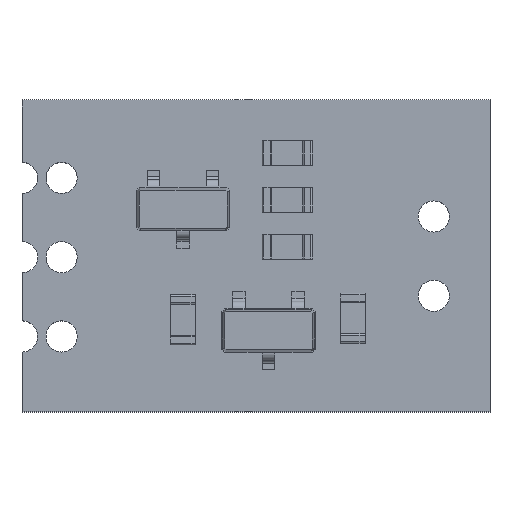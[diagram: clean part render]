
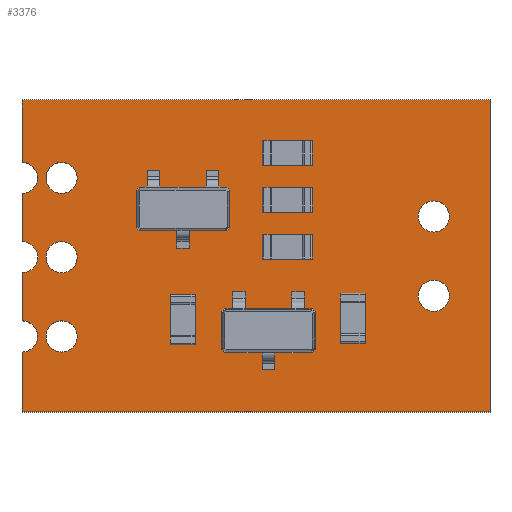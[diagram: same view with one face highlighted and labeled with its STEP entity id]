
A CAD part, top view. The second image highlights one B-rep face of the part: STEP entity #3376.
In plain terms, the highlighted planar face has unit normal (0, 0, 1).
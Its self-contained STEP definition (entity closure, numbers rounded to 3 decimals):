
#3158 = VERTEX_POINT('',#3159);
#3159 = CARTESIAN_POINT('',(7.5,-5.,1.6));
#3165 = EDGE_CURVE('',#3158,#3166,#3168,.T.);
#3166 = VERTEX_POINT('',#3167);
#3167 = CARTESIAN_POINT('',(-7.5,-5.,1.6));
#3168 = LINE('',#3169,#3170);
#3169 = CARTESIAN_POINT('',(7.5,-5.,1.6));
#3170 = VECTOR('',#3171,1.);
#3171 = DIRECTION('',(-1.,0.,0.));
#3198 = VERTEX_POINT('',#3199);
#3199 = CARTESIAN_POINT('',(7.5,5.,1.6));
#3205 = EDGE_CURVE('',#3198,#3158,#3206,.T.);
#3206 = LINE('',#3207,#3208);
#3207 = CARTESIAN_POINT('',(7.5,5.,1.6));
#3208 = VECTOR('',#3209,1.);
#3209 = DIRECTION('',(0.,-1.,0.));
#3235 = EDGE_CURVE('',#3166,#3236,#3238,.T.);
#3236 = VERTEX_POINT('',#3237);
#3237 = CARTESIAN_POINT('',(-7.5,-3.08,1.6));
#3238 = LINE('',#3239,#3240);
#3239 = CARTESIAN_POINT('',(-7.5,-5.,1.6));
#3240 = VECTOR('',#3241,1.);
#3241 = DIRECTION('',(0.,1.,0.));
#3376 = ADVANCED_FACE('',(#3377,#3439,#3450,#3461,#3472,#3483),#3494,.T.
  );
#3377 = FACE_BOUND('',#3378,.T.);
#3378 = EDGE_LOOP('',(#3379,#3380,#3381,#3389,#3397,#3406,#3414,#3423,
    #3431,#3438));
#3379 = ORIENTED_EDGE('',*,*,#3165,.F.);
#3380 = ORIENTED_EDGE('',*,*,#3205,.F.);
#3381 = ORIENTED_EDGE('',*,*,#3382,.F.);
#3382 = EDGE_CURVE('',#3383,#3198,#3385,.T.);
#3383 = VERTEX_POINT('',#3384);
#3384 = CARTESIAN_POINT('',(-7.5,5.,1.6));
#3385 = LINE('',#3386,#3387);
#3386 = CARTESIAN_POINT('',(-7.5,5.,1.6));
#3387 = VECTOR('',#3388,1.);
#3388 = DIRECTION('',(1.,0.,0.));
#3389 = ORIENTED_EDGE('',*,*,#3390,.F.);
#3390 = EDGE_CURVE('',#3391,#3383,#3393,.T.);
#3391 = VERTEX_POINT('',#3392);
#3392 = CARTESIAN_POINT('',(-7.5,3.,1.6));
#3393 = LINE('',#3394,#3395);
#3394 = CARTESIAN_POINT('',(-7.5,-5.,1.6));
#3395 = VECTOR('',#3396,1.);
#3396 = DIRECTION('',(0.,1.,0.));
#3397 = ORIENTED_EDGE('',*,*,#3398,.T.);
#3398 = EDGE_CURVE('',#3391,#3399,#3401,.T.);
#3399 = VERTEX_POINT('',#3400);
#3400 = CARTESIAN_POINT('',(-7.5,2.,1.6));
#3401 = CIRCLE('',#3402,0.5);
#3402 = AXIS2_PLACEMENT_3D('',#3403,#3404,#3405);
#3403 = CARTESIAN_POINT('',(-7.5,2.5,1.6));
#3404 = DIRECTION('',(-0.,0.,-1.));
#3405 = DIRECTION('',(-0.,-1.,0.));
#3406 = ORIENTED_EDGE('',*,*,#3407,.F.);
#3407 = EDGE_CURVE('',#3408,#3399,#3410,.T.);
#3408 = VERTEX_POINT('',#3409);
#3409 = CARTESIAN_POINT('',(-7.5,0.46,1.6));
#3410 = LINE('',#3411,#3412);
#3411 = CARTESIAN_POINT('',(-7.5,-5.,1.6));
#3412 = VECTOR('',#3413,1.);
#3413 = DIRECTION('',(0.,1.,0.));
#3414 = ORIENTED_EDGE('',*,*,#3415,.T.);
#3415 = EDGE_CURVE('',#3408,#3416,#3418,.T.);
#3416 = VERTEX_POINT('',#3417);
#3417 = CARTESIAN_POINT('',(-7.5,-0.54,1.6));
#3418 = CIRCLE('',#3419,0.5);
#3419 = AXIS2_PLACEMENT_3D('',#3420,#3421,#3422);
#3420 = CARTESIAN_POINT('',(-7.5,-0.04,1.6));
#3421 = DIRECTION('',(-0.,0.,-1.));
#3422 = DIRECTION('',(-0.,-1.,0.));
#3423 = ORIENTED_EDGE('',*,*,#3424,.F.);
#3424 = EDGE_CURVE('',#3425,#3416,#3427,.T.);
#3425 = VERTEX_POINT('',#3426);
#3426 = CARTESIAN_POINT('',(-7.5,-2.08,1.6));
#3427 = LINE('',#3428,#3429);
#3428 = CARTESIAN_POINT('',(-7.5,-5.,1.6));
#3429 = VECTOR('',#3430,1.);
#3430 = DIRECTION('',(0.,1.,0.));
#3431 = ORIENTED_EDGE('',*,*,#3432,.T.);
#3432 = EDGE_CURVE('',#3425,#3236,#3433,.T.);
#3433 = CIRCLE('',#3434,0.5);
#3434 = AXIS2_PLACEMENT_3D('',#3435,#3436,#3437);
#3435 = CARTESIAN_POINT('',(-7.5,-2.58,1.6));
#3436 = DIRECTION('',(-0.,0.,-1.));
#3437 = DIRECTION('',(-0.,-1.,0.));
#3438 = ORIENTED_EDGE('',*,*,#3235,.F.);
#3439 = FACE_BOUND('',#3440,.T.);
#3440 = EDGE_LOOP('',(#3441));
#3441 = ORIENTED_EDGE('',*,*,#3442,.T.);
#3442 = EDGE_CURVE('',#3443,#3443,#3445,.T.);
#3443 = VERTEX_POINT('',#3444);
#3444 = CARTESIAN_POINT('',(-6.23,-3.08,1.6));
#3445 = CIRCLE('',#3446,0.5);
#3446 = AXIS2_PLACEMENT_3D('',#3447,#3448,#3449);
#3447 = CARTESIAN_POINT('',(-6.23,-2.58,1.6));
#3448 = DIRECTION('',(-0.,0.,-1.));
#3449 = DIRECTION('',(-0.,-1.,0.));
#3450 = FACE_BOUND('',#3451,.T.);
#3451 = EDGE_LOOP('',(#3452));
#3452 = ORIENTED_EDGE('',*,*,#3453,.T.);
#3453 = EDGE_CURVE('',#3454,#3454,#3456,.T.);
#3454 = VERTEX_POINT('',#3455);
#3455 = CARTESIAN_POINT('',(5.702,-1.775,1.6));
#3456 = CIRCLE('',#3457,0.5);
#3457 = AXIS2_PLACEMENT_3D('',#3458,#3459,#3460);
#3458 = CARTESIAN_POINT('',(5.702,-1.275,1.6));
#3459 = DIRECTION('',(-0.,0.,-1.));
#3460 = DIRECTION('',(-0.,-1.,0.));
#3461 = FACE_BOUND('',#3462,.T.);
#3462 = EDGE_LOOP('',(#3463));
#3463 = ORIENTED_EDGE('',*,*,#3464,.T.);
#3464 = EDGE_CURVE('',#3465,#3465,#3467,.T.);
#3465 = VERTEX_POINT('',#3466);
#3466 = CARTESIAN_POINT('',(-6.23,-0.54,1.6));
#3467 = CIRCLE('',#3468,0.5);
#3468 = AXIS2_PLACEMENT_3D('',#3469,#3470,#3471);
#3469 = CARTESIAN_POINT('',(-6.23,-0.04,1.6));
#3470 = DIRECTION('',(-0.,0.,-1.));
#3471 = DIRECTION('',(-0.,-1.,0.));
#3472 = FACE_BOUND('',#3473,.T.);
#3473 = EDGE_LOOP('',(#3474));
#3474 = ORIENTED_EDGE('',*,*,#3475,.T.);
#3475 = EDGE_CURVE('',#3476,#3476,#3478,.T.);
#3476 = VERTEX_POINT('',#3477);
#3477 = CARTESIAN_POINT('',(-6.23,2.,1.6));
#3478 = CIRCLE('',#3479,0.5);
#3479 = AXIS2_PLACEMENT_3D('',#3480,#3481,#3482);
#3480 = CARTESIAN_POINT('',(-6.23,2.5,1.6));
#3481 = DIRECTION('',(-0.,0.,-1.));
#3482 = DIRECTION('',(-0.,-1.,0.));
#3483 = FACE_BOUND('',#3484,.T.);
#3484 = EDGE_LOOP('',(#3485));
#3485 = ORIENTED_EDGE('',*,*,#3486,.T.);
#3486 = EDGE_CURVE('',#3487,#3487,#3489,.T.);
#3487 = VERTEX_POINT('',#3488);
#3488 = CARTESIAN_POINT('',(5.702,0.765,1.6));
#3489 = CIRCLE('',#3490,0.5);
#3490 = AXIS2_PLACEMENT_3D('',#3491,#3492,#3493);
#3491 = CARTESIAN_POINT('',(5.702,1.265,1.6));
#3492 = DIRECTION('',(-0.,0.,-1.));
#3493 = DIRECTION('',(-0.,-1.,0.));
#3494 = PLANE('',#3495);
#3495 = AXIS2_PLACEMENT_3D('',#3496,#3497,#3498);
#3496 = CARTESIAN_POINT('',(0.,0.,1.6));
#3497 = DIRECTION('',(0.,0.,1.));
#3498 = DIRECTION('',(1.,0.,-0.));
